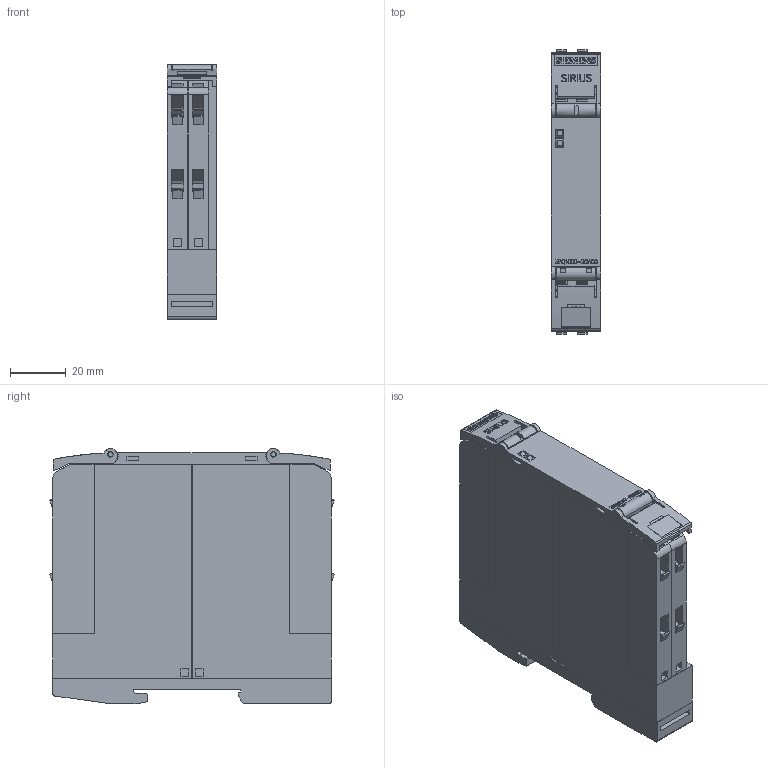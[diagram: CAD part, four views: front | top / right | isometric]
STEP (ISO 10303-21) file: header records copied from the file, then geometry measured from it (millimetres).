
FILE_DESCRIPTION(('STEP AP214'),'1');
FILE_NAME('cctmp_1FD37B2C-9522-4FDE-941E-D44B36F80441_2023_07_21_09_55_48_0946..stp','2023-07-21T07:55:50',('SIEMENS A&D'),('CADClick - www.CADClick.com'),'Spatial InterOp 3D postprocessed',' ','unknown authorization');
FILE_SCHEMA(('AUTOMOTIVE_DESIGN'));
Length unit declared in the file: millimetre
Products named in the file (1): 2023_07_21_09_55_48_0896
Bounding box: 17.85 x 101.96 x 91.42 mm (x, y, z)
Volume: 144224.2 mm3; surface area: 41376.7 mm2
Topology: 1 solids, 1 shells, 1384 faces, 3910 edges, 2596 vertices
Faces by surface type: plane 1177, cylinder 191, torus 16
Entity records: 49026 total; most frequent: CARTESIAN_POINT 8529, ORIENTED_EDGE 7812, DIRECTION 7111, EDGE_CURVE 3906, LINE 3327, VECTOR 3327, VERTEX_POINT 2596, AXIS2_PLACEMENT_3D 1892
